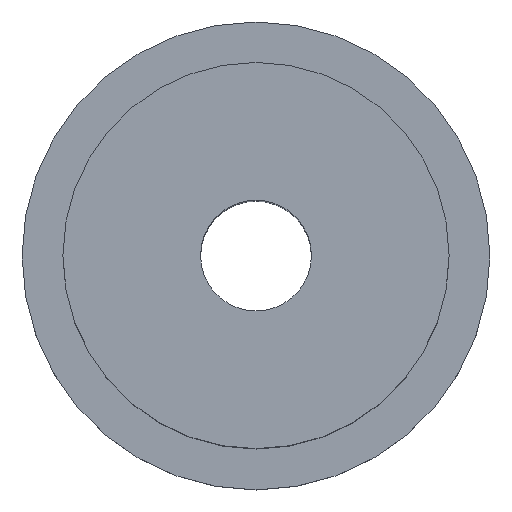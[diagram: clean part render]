
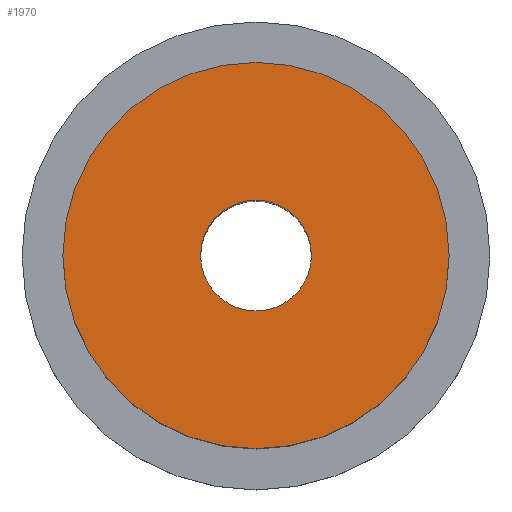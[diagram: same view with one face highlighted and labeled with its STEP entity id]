
A CAD part, top view. The second image highlights one B-rep face of the part: STEP entity #1970.
In plain terms, the highlighted planar face has unit normal (0, 0, 1).
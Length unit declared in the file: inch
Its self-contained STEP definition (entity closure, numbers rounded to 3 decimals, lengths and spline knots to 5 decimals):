
#29=CARTESIAN_POINT('',(0.,0.,0.46875));
#30=DIRECTION('',(0.,0.,-1.));
#31=DIRECTION('',(0.,1.,0.));
#32=AXIS2_PLACEMENT_3D('',#29,#30,#31);
#34=CARTESIAN_POINT('',(0.,0.,0.46875));
#35=DIRECTION('',(0.,0.,1.));
#36=DIRECTION('',(0.,1.,0.));
#37=AXIS2_PLACEMENT_3D('',#34,#35,#36);
#39=CARTESIAN_POINT('',(0.,0.,0.46875));
#40=DIRECTION('',(0.,0.,1.));
#41=DIRECTION('',(0.,1.,0.));
#42=AXIS2_PLACEMENT_3D('',#39,#40,#41);
#1476=CARTESIAN_POINT('',(0.,0.,0.46875));
#1477=DIRECTION('',(0.,0.,-1.));
#1478=DIRECTION('',(0.,1.,0.));
#1479=AXIS2_PLACEMENT_3D('',#1476,#1477,#1478);
#1497=CARTESIAN_POINT('',(0.,0.06275,0.46875));
#1498=CARTESIAN_POINT('',(0.,-0.06275,0.46875));
#1499=VERTEX_POINT('',#1497);
#1500=VERTEX_POINT('',#1498);
#1501=CARTESIAN_POINT('',(0.,0.21875,0.46875));
#1502=CARTESIAN_POINT('',(0.,-0.21875,0.46875));
#1503=VERTEX_POINT('',#1501);
#1504=VERTEX_POINT('',#1502);
#1955=CARTESIAN_POINT('',(0.,0.,0.46875));
#1956=DIRECTION('',(0.,0.,1.));
#1957=DIRECTION('',(0.,-1.,0.));
#1958=AXIS2_PLACEMENT_3D('',#1955,#1956,#1957);
#1959=PLANE('',#1958);
#1961=ORIENTED_EDGE('',*,*,#1960,.F.);
#1963=ORIENTED_EDGE('',*,*,#1962,.T.);
#1964=EDGE_LOOP('',(#1961,#1963));
#1965=FACE_OUTER_BOUND('',#1964,.F.);
#1966=ORIENTED_EDGE('',*,*,#1948,.F.);
#1967=ORIENTED_EDGE('',*,*,#1934,.T.);
#1968=EDGE_LOOP('',(#1966,#1967));
#1969=FACE_BOUND('',#1968,.F.);
#1970=ADVANCED_FACE('',(#1965,#1969),#1959,.T.);
#33=CIRCLE('',#32,0.06275);
#38=CIRCLE('',#37,0.06275);
#43=CIRCLE('',#42,0.21875);
#1480=CIRCLE('',#1479,0.21875);
#1934=EDGE_CURVE('',#1499,#1500,#38,.T.);
#1948=EDGE_CURVE('',#1499,#1500,#33,.T.);
#1960=EDGE_CURVE('',#1503,#1504,#43,.T.);
#1962=EDGE_CURVE('',#1503,#1504,#1480,.T.);
